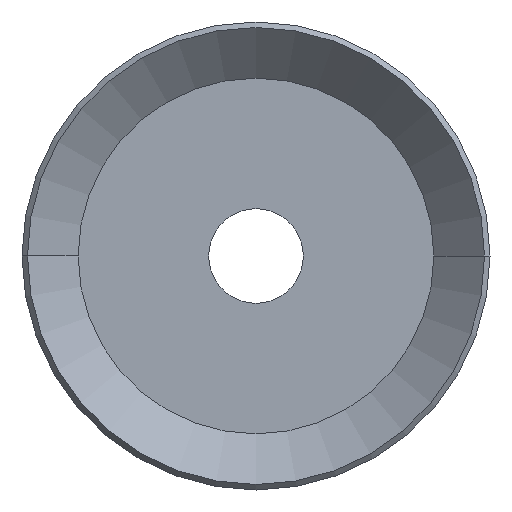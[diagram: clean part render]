
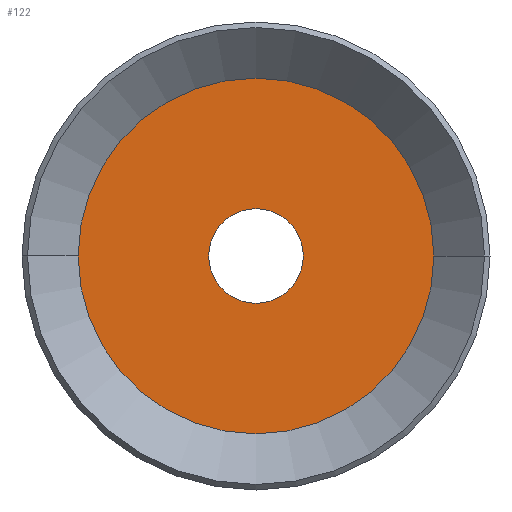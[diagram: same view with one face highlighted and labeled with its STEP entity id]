
A CAD part, front view. The second image highlights one B-rep face of the part: STEP entity #122.
In plain terms, the highlighted planar face has unit normal (0, -1, 0).
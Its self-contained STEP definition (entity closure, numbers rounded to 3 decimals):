
#122=ADVANCED_FACE('',(#298,#299),#300,.F.);
#298=FACE_OUTER_BOUND('',#520,.T.);
#299=FACE_BOUND('',#521,.T.);
#300=PLANE('',#522);
#520=EDGE_LOOP('',(#4314,#4315));
#521=EDGE_LOOP('',(#4316,#4317));
#522=AXIS2_PLACEMENT_3D('',#4318,#4319,#4320);
#4314=ORIENTED_EDGE('',*,*,#4678,.F.);
#4315=ORIENTED_EDGE('',*,*,#4759,.F.);
#4316=ORIENTED_EDGE('',*,*,#4757,.T.);
#4317=ORIENTED_EDGE('',*,*,#4683,.T.);
#4318=CARTESIAN_POINT('',(11.283,-19.022,0.0));
#4319=DIRECTION('',(0.,1.0,0.0));
#4320=DIRECTION('',(-1.0,0.,0.0));
#4678=EDGE_CURVE('',#4915,#4916,#4917,.T.);
#4683=EDGE_CURVE('',#4922,#4923,#4924,.T.);
#4757=EDGE_CURVE('',#4923,#4922,#5048,.T.);
#4759=EDGE_CURVE('',#4916,#4915,#5050,.T.);
#4915=VERTEX_POINT('',#5258);
#4916=VERTEX_POINT('',#5259);
#4917=CIRCLE('',#5260,11.283);
#4922=VERTEX_POINT('',#5267);
#4923=VERTEX_POINT('',#5268);
#4924=CIRCLE('',#5269,3.0);
#5048=CIRCLE('',#5834,3.0);
#5050=CIRCLE('',#5836,11.283);
#5258=CARTESIAN_POINT('',(11.283,-19.022,0.0));
#5259=CARTESIAN_POINT('',(-11.283,-19.022,0.));
#5260=AXIS2_PLACEMENT_3D('',#7095,#7096,#7097);
#5267=CARTESIAN_POINT('',(3.0,-19.022,0.));
#5268=CARTESIAN_POINT('',(-3.0,-19.022,0.0));
#5269=AXIS2_PLACEMENT_3D('',#7103,#7104,#7105);
#5834=AXIS2_PLACEMENT_3D('',#7198,#7199,#7200);
#5836=AXIS2_PLACEMENT_3D('',#7201,#7202,#7203);
#7095=CARTESIAN_POINT('',(0.,-19.022,0.0));
#7096=DIRECTION('',(0.,1.0,0.0));
#7097=DIRECTION('',(-1.0,0.,0.0));
#7103=CARTESIAN_POINT('',(0.,-19.022,0.0));
#7104=DIRECTION('',(0.,1.0,0.0));
#7105=DIRECTION('',(-1.0,0.,0.0));
#7198=CARTESIAN_POINT('',(0.,-19.022,0.0));
#7199=DIRECTION('',(0.,1.0,0.0));
#7200=DIRECTION('',(-1.0,0.,0.0));
#7201=CARTESIAN_POINT('',(0.,-19.022,0.0));
#7202=DIRECTION('',(0.,1.0,0.0));
#7203=DIRECTION('',(-1.0,0.,0.0));
